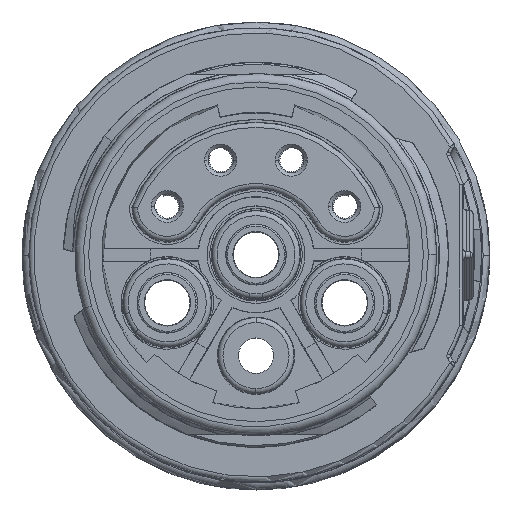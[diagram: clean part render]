
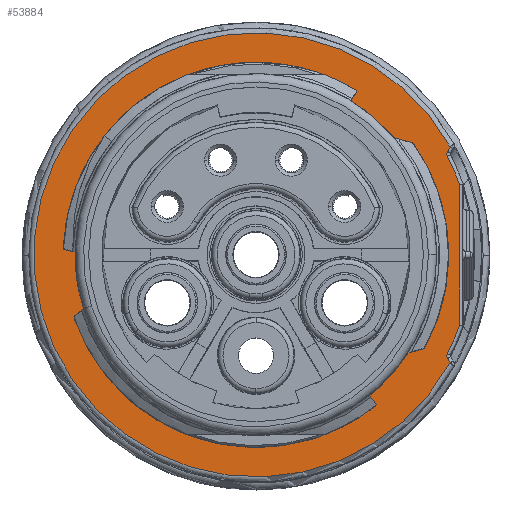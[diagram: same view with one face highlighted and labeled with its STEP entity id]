
A CAD part, top view. The second image highlights one B-rep face of the part: STEP entity #53884.
In plain terms, the highlighted planar face has unit normal (0, 0, 1).
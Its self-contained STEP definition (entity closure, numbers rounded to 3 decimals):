
#520=CARTESIAN_POINT('',(11.539,6.411,32.8));
#534=CARTESIAN_POINT('',(0.,0.,32.8));
#535=DIRECTION('',(0.,0.,1.));
#536=DIRECTION('',(0.874,0.486,0.));
#537=AXIS2_PLACEMENT_3D('',#534,#535,#536);
#1103=CARTESIAN_POINT('',(0.,0.,32.8));
#1104=DIRECTION('',(0.,0.,1.));
#1105=DIRECTION('',(0.889,-0.458,0.));
#1106=AXIS2_PLACEMENT_3D('',#1103,#1104,#1105);
#1108=CARTESIAN_POINT('',(11.647,-5.997,32.8));
#1109=DIRECTION('',(0.,0.,-1.));
#1110=DIRECTION('',(-0.866,-0.5,0.));
#1111=AXIS2_PLACEMENT_3D('',#1108,#1109,#1110);
#1113=DIRECTION('',(-0.5,0.866,0.));
#1114=VECTOR('',#1113,0.304);
#1115=CARTESIAN_POINT('',(11.539,-6.411,32.8));
#1116=LINE('',#1115,#1114);
#1117=DIRECTION('',(0.5,0.866,0.));
#1118=VECTOR('',#1117,0.304);
#1119=CARTESIAN_POINT('',(11.387,6.147,32.8));
#1120=LINE('',#1119,#1118);
#1121=CARTESIAN_POINT('',(11.647,5.997,32.8));
#1122=DIRECTION('',(0.,0.,-1.));
#1123=DIRECTION('',(-0.889,-0.458,0.));
#1124=AXIS2_PLACEMENT_3D('',#1121,#1122,#1123);
#1126=CARTESIAN_POINT('',(0.,0.,32.8));
#1127=DIRECTION('',(0.,0.,1.));
#1128=DIRECTION('',(0.945,0.326,0.));
#1129=AXIS2_PLACEMENT_3D('',#1126,#1127,#1128);
#1131=DIRECTION('',(0.,1.,0.));
#1132=VECTOR('',#1131,8.35);
#1133=CARTESIAN_POINT('',(12.1,-4.175,32.8));
#1134=LINE('',#1133,#1132);
#1135=CARTESIAN_POINT('',(0.,0.,32.8));
#1136=DIRECTION('',(0.,0.,-1.));
#1137=DIRECTION('',(-0.085,0.996,0.));
#1138=AXIS2_PLACEMENT_3D('',#1135,#1136,#1137);
#1140=CARTESIAN_POINT('',(-0.96,11.309,32.8));
#1141=DIRECTION('',(0.,0.,1.));
#1142=DIRECTION('',(-0.085,0.996,0.));
#1143=AXIS2_PLACEMENT_3D('',#1140,#1141,#1142);
#1145=DIRECTION('',(-0.093,0.996,0.));
#1146=VECTOR('',#1145,0.6);
#1147=CARTESIAN_POINT('',(-1.004,10.703,32.8));
#1148=LINE('',#1147,#1146);
#1149=CARTESIAN_POINT('',(0.,0.,32.8));
#1150=DIRECTION('',(0.,0.,-1.));
#1151=DIRECTION('',(-0.954,-0.299,0.));
#1152=AXIS2_PLACEMENT_3D('',#1149,#1150,#1151);
#1154=DIRECTION('',(0.766,0.643,0.));
#1155=VECTOR('',#1154,0.616);
#1156=CARTESIAN_POINT('',(-10.729,-3.613,32.8));
#1157=LINE('',#1156,#1155);
#1158=CARTESIAN_POINT('',(-10.601,-3.767,32.8));
#1159=DIRECTION('',(0.,0.,-1.));
#1160=DIRECTION('',(-0.942,-0.335,0.));
#1161=AXIS2_PLACEMENT_3D('',#1158,#1159,#1160);
#1163=CARTESIAN_POINT('',(0.,0.,32.8));
#1164=DIRECTION('',(0.,0.,-1.));
#1165=DIRECTION('',(-0.65,-0.76,0.));
#1166=AXIS2_PLACEMENT_3D('',#1163,#1164,#1165);
#1168=CARTESIAN_POINT('',(-7.313,-8.549,32.8));
#1169=DIRECTION('',(0.,0.,-1.));
#1170=DIRECTION('',(-0.174,-0.985,0.));
#1171=AXIS2_PLACEMENT_3D('',#1168,#1169,#1170);
#1173=DIRECTION('',(-0.985,0.174,0.));
#1174=VECTOR('',#1173,1.502);
#1175=CARTESIAN_POINT('',(-5.868,-9.007,32.8));
#1176=LINE('',#1175,#1174);
#1177=CARTESIAN_POINT('',(0.,0.,32.8));
#1178=DIRECTION('',(0.,0.,-1.));
#1179=DIRECTION('',(0.522,0.853,0.));
#1180=AXIS2_PLACEMENT_3D('',#1177,#1178,#1179);
#1182=DIRECTION('',(-0.609,-0.793,0.));
#1183=VECTOR('',#1182,0.481);
#1184=CARTESIAN_POINT('',(5.901,9.553,32.8));
#1185=LINE('',#1184,#1183);
#1186=CARTESIAN_POINT('',(5.742,9.674,32.8));
#1187=DIRECTION('',(0.,0.,-1.));
#1188=DIRECTION('',(0.51,0.86,0.));
#1189=AXIS2_PLACEMENT_3D('',#1186,#1187,#1188);
#46556=CARTESIAN_POINT('',(-0.968,11.409,32.8));
#46557=CARTESIAN_POINT('',(5.844,9.846,32.8));
#46558=VERTEX_POINT('',#46556);
#46559=VERTEX_POINT('',#46557);
#46560=CARTESIAN_POINT('',(-7.443,-8.701,32.8));
#46561=CARTESIAN_POINT('',(-10.789,-3.833,32.8));
#46562=VERTEX_POINT('',#46560);
#46563=VERTEX_POINT('',#46561);
#46564=CARTESIAN_POINT('',(-1.004,10.703,32.8));
#46565=CARTESIAN_POINT('',(-1.06,11.3,32.8));
#46566=VERTEX_POINT('',#46564);
#46567=VERTEX_POINT('',#46565);
#46568=CARTESIAN_POINT('',(-10.257,-3.217,32.8));
#46569=VERTEX_POINT('',#46568);
#46570=CARTESIAN_POINT('',(5.608,9.171,32.8));
#46571=CARTESIAN_POINT('',(-5.868,-9.007,32.8));
#46572=VERTEX_POINT('',#46570);
#46573=VERTEX_POINT('',#46571);
#46574=CARTESIAN_POINT('',(-7.347,-8.746,32.8));
#46575=VERTEX_POINT('',#46574);
#46576=CARTESIAN_POINT('',(-10.729,-3.613,32.8));
#46577=VERTEX_POINT('',#46576);
#46578=CARTESIAN_POINT('',(5.901,9.553,32.8));
#46579=VERTEX_POINT('',#46578);
#46610=CARTESIAN_POINT('',(11.38,-5.86,32.8));
#46611=CARTESIAN_POINT('',(12.1,-4.175,32.8));
#46612=VERTEX_POINT('',#46610);
#46613=VERTEX_POINT('',#46611);
#46614=CARTESIAN_POINT('',(11.387,-6.147,32.8));
#46615=VERTEX_POINT('',#46614);
#46618=CARTESIAN_POINT('',(11.539,-6.411,32.8));
#46619=VERTEX_POINT('',#46618);
#46641=VERTEX_POINT('',#520);
#46643=CARTESIAN_POINT('',(11.387,6.147,32.8));
#46644=VERTEX_POINT('',#46643);
#46647=CARTESIAN_POINT('',(11.38,5.86,32.8));
#46648=VERTEX_POINT('',#46647);
#46651=CARTESIAN_POINT('',(12.1,4.175,32.8));
#46652=VERTEX_POINT('',#46651);
#53839=CARTESIAN_POINT('',(0.,0.,32.8));
#53840=DIRECTION('',(0.,0.,1.));
#53841=DIRECTION('',(1.,0.,0.));
#53842=AXIS2_PLACEMENT_3D('',#53839,#53840,#53841);
#53843=PLANE('',#53842);
#53844=ORIENTED_EDGE('',*,*,#53818,.F.);
#53845=ORIENTED_EDGE('',*,*,#53829,.F.);
#53847=ORIENTED_EDGE('',*,*,#53846,.F.);
#53848=ORIENTED_EDGE('',*,*,#53145,.F.);
#53850=ORIENTED_EDGE('',*,*,#53849,.F.);
#53852=ORIENTED_EDGE('',*,*,#53851,.F.);
#53854=ORIENTED_EDGE('',*,*,#53853,.F.);
#53855=ORIENTED_EDGE('',*,*,#53803,.F.);
#53856=EDGE_LOOP('',(#53844,#53845,#53847,#53848,#53850,#53852,#53854,#53855));
#53857=FACE_OUTER_BOUND('',#53856,.F.);
#53859=ORIENTED_EDGE('',*,*,#53858,.F.);
#53861=ORIENTED_EDGE('',*,*,#53860,.T.);
#53863=ORIENTED_EDGE('',*,*,#53862,.F.);
#53865=ORIENTED_EDGE('',*,*,#53864,.F.);
#53867=ORIENTED_EDGE('',*,*,#53866,.F.);
#53869=ORIENTED_EDGE('',*,*,#53868,.F.);
#53871=ORIENTED_EDGE('',*,*,#53870,.F.);
#53873=ORIENTED_EDGE('',*,*,#53872,.F.);
#53875=ORIENTED_EDGE('',*,*,#53874,.F.);
#53877=ORIENTED_EDGE('',*,*,#53876,.F.);
#53879=ORIENTED_EDGE('',*,*,#53878,.F.);
#53881=ORIENTED_EDGE('',*,*,#53880,.F.);
#53882=EDGE_LOOP('',(#53859,#53861,#53863,#53865,#53867,#53869,#53871,#53873,
#53875,#53877,#53879,#53881));
#53883=FACE_BOUND('',#53882,.F.);
#538=CIRCLE('',#537,13.2);
#1107=CIRCLE('',#1106,12.8);
#1112=CIRCLE('',#1111,0.3);
#1125=CIRCLE('',#1124,0.3);
#1130=CIRCLE('',#1129,12.8);
#1139=CIRCLE('',#1138,11.45);
#1144=CIRCLE('',#1143,0.1);
#1153=CIRCLE('',#1152,10.75);
#1162=CIRCLE('',#1161,0.2);
#1167=CIRCLE('',#1166,11.45);
#1172=CIRCLE('',#1171,0.2);
#1181=CIRCLE('',#1180,10.75);
#1190=CIRCLE('',#1189,0.2);
#53145=EDGE_CURVE('',#46641,#46619,#538,.T.);
#53803=EDGE_CURVE('',#46613,#46652,#1134,.T.);
#53818=EDGE_CURVE('',#46612,#46613,#1107,.T.);
#53829=EDGE_CURVE('',#46615,#46612,#1112,.T.);
#53846=EDGE_CURVE('',#46619,#46615,#1116,.T.);
#53849=EDGE_CURVE('',#46644,#46641,#1120,.T.);
#53851=EDGE_CURVE('',#46648,#46644,#1125,.T.);
#53853=EDGE_CURVE('',#46652,#46648,#1130,.T.);
#53858=EDGE_CURVE('',#46558,#46559,#1139,.T.);
#53860=EDGE_CURVE('',#46558,#46567,#1144,.T.);
#53862=EDGE_CURVE('',#46566,#46567,#1148,.T.);
#53864=EDGE_CURVE('',#46569,#46566,#1153,.T.);
#53866=EDGE_CURVE('',#46577,#46569,#1157,.T.);
#53868=EDGE_CURVE('',#46563,#46577,#1162,.T.);
#53870=EDGE_CURVE('',#46562,#46563,#1167,.T.);
#53872=EDGE_CURVE('',#46575,#46562,#1172,.T.);
#53874=EDGE_CURVE('',#46573,#46575,#1176,.T.);
#53876=EDGE_CURVE('',#46572,#46573,#1181,.T.);
#53878=EDGE_CURVE('',#46579,#46572,#1185,.T.);
#53880=EDGE_CURVE('',#46559,#46579,#1190,.T.);
#53884=ADVANCED_FACE('',(#53857,#53883),#53843,.T.);
